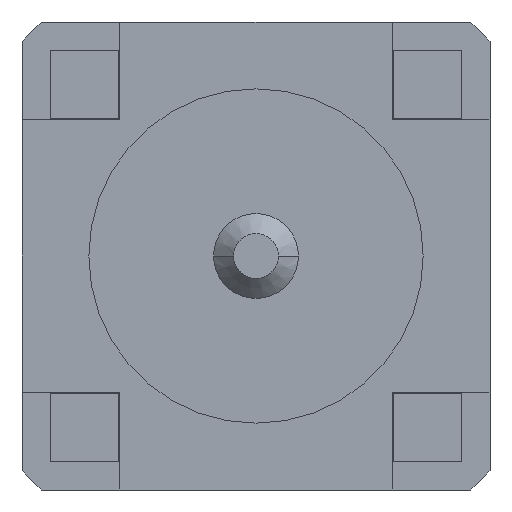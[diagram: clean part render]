
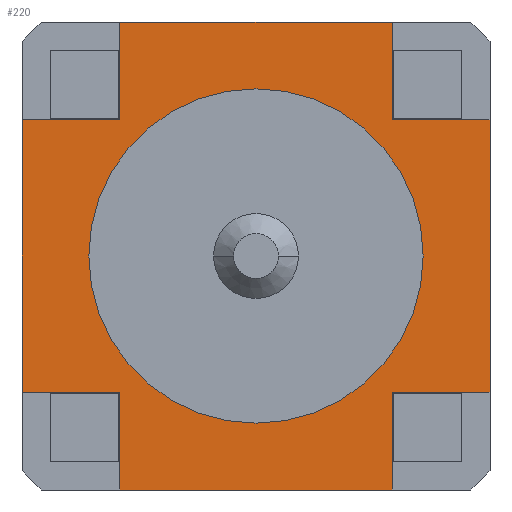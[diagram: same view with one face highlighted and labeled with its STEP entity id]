
A CAD part, front view. The second image highlights one B-rep face of the part: STEP entity #220.
In plain terms, the highlighted planar face has unit normal (0, -1, 0).
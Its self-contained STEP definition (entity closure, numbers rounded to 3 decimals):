
#220=ADVANCED_FACE('',(#463,#464),#465,.T.);
#463=FACE_BOUND('',#730,.T.);
#464=FACE_OUTER_BOUND('',#731,.T.);
#465=PLANE('',#732);
#730=EDGE_LOOP('',(#1281,#1282));
#731=EDGE_LOOP('',(#1283,#1284,#1285,#1286,#1287,#1288,#1289,#1290,#1291,#1292,#1293,#1294));
#732=AXIS2_PLACEMENT_3D('',#1295,#1296,#1297);
#1281=ORIENTED_EDGE('',*,*,#1561,.T.);
#1282=ORIENTED_EDGE('',*,*,#1676,.T.);
#1283=ORIENTED_EDGE('',*,*,#1717,.F.);
#1284=ORIENTED_EDGE('',*,*,#1682,.F.);
#1285=ORIENTED_EDGE('',*,*,#1729,.F.);
#1286=ORIENTED_EDGE('',*,*,#1685,.T.);
#1287=ORIENTED_EDGE('',*,*,#1715,.F.);
#1288=ORIENTED_EDGE('',*,*,#1730,.F.);
#1289=ORIENTED_EDGE('',*,*,#1710,.T.);
#1290=ORIENTED_EDGE('',*,*,#1690,.T.);
#1291=ORIENTED_EDGE('',*,*,#1699,.F.);
#1292=ORIENTED_EDGE('',*,*,#1697,.F.);
#1293=ORIENTED_EDGE('',*,*,#1727,.T.);
#1294=ORIENTED_EDGE('',*,*,#1731,.F.);
#1295=CARTESIAN_POINT('',(0.0,-1.3,0.0));
#1296=DIRECTION('',(0.0,-1.0,0.0));
#1297=DIRECTION('',(0.0,0.0,-1.0));
#1561=EDGE_CURVE('',#1861,#1858,#1862,.T.);
#1676=EDGE_CURVE('',#1858,#1861,#2028,.T.);
#1682=EDGE_CURVE('',#2036,#2032,#2038,.T.);
#1685=EDGE_CURVE('',#2043,#2040,#2044,.T.);
#1690=EDGE_CURVE('',#2052,#2049,#2053,.T.);
#1697=EDGE_CURVE('',#2063,#2059,#2065,.T.);
#1699=EDGE_CURVE('',#2059,#2049,#2067,.T.);
#1710=EDGE_CURVE('',#2084,#2052,#2085,.T.);
#1715=EDGE_CURVE('',#2090,#2040,#2092,.T.);
#1717=EDGE_CURVE('',#2032,#2094,#2095,.T.);
#1727=EDGE_CURVE('',#2063,#2108,#2110,.T.);
#1729=EDGE_CURVE('',#2043,#2036,#2112,.T.);
#1730=EDGE_CURVE('',#2084,#2090,#2113,.T.);
#1731=EDGE_CURVE('',#2094,#2108,#2114,.T.);
#1858=VERTEX_POINT('',#2268);
#1861=VERTEX_POINT('',#2272);
#1862=CIRCLE('',#2273,2.5);
#2028=CIRCLE('',#2498,2.5);
#2032=VERTEX_POINT('',#2502);
#2036=VERTEX_POINT('',#2508);
#2038=LINE('',#2511,#2512);
#2040=VERTEX_POINT('',#2514);
#2043=VERTEX_POINT('',#2518);
#2044=LINE('',#2519,#2520);
#2049=VERTEX_POINT('',#2527);
#2052=VERTEX_POINT('',#2531);
#2053=LINE('',#2532,#2533);
#2059=VERTEX_POINT('',#2541);
#2063=VERTEX_POINT('',#2547);
#2065=LINE('',#2550,#2551);
#2067=LINE('',#2553,#2554);
#2084=VERTEX_POINT('',#2578);
#2085=LINE('',#2579,#2580);
#2090=VERTEX_POINT('',#2587);
#2092=LINE('',#2590,#2591);
#2094=VERTEX_POINT('',#2593);
#2095=LINE('',#2594,#2595);
#2108=VERTEX_POINT('',#2613);
#2110=LINE('',#2616,#2617);
#2112=LINE('',#2619,#2620);
#2113=LINE('',#2621,#2622);
#2114=LINE('',#2623,#2624);
#2268=CARTESIAN_POINT('',(2.5,-1.3,0.));
#2272=CARTESIAN_POINT('',(-2.5,-1.3,0.));
#2273=AXIS2_PLACEMENT_3D('',#2763,#2764,#2765);
#2498=AXIS2_PLACEMENT_3D('',#2885,#2886,#2887);
#2502=CARTESIAN_POINT('',(2.04,-1.3,-2.04));
#2508=CARTESIAN_POINT('',(3.5,-1.3,-2.04));
#2511=CARTESIAN_POINT('',(0.,-1.3,-2.04));
#2512=VECTOR('',#2891,1.0);
#2514=CARTESIAN_POINT('',(2.04,-1.3,2.04));
#2518=CARTESIAN_POINT('',(3.5,-1.3,2.04));
#2519=CARTESIAN_POINT('',(0.,-1.3,2.04));
#2520=VECTOR('',#2893,1.0);
#2527=CARTESIAN_POINT('',(-3.5,-1.3,2.04));
#2531=CARTESIAN_POINT('',(-2.04,-1.3,2.04));
#2532=CARTESIAN_POINT('',(0.,-1.3,2.04));
#2533=VECTOR('',#2897,1.0);
#2541=CARTESIAN_POINT('',(-3.5,-1.3,-2.04));
#2547=CARTESIAN_POINT('',(-2.04,-1.3,-2.04));
#2550=CARTESIAN_POINT('',(0.,-1.3,-2.04));
#2551=VECTOR('',#2903,1.0);
#2553=CARTESIAN_POINT('',(-3.5,-1.3,0.));
#2554=VECTOR('',#2904,1.0);
#2578=CARTESIAN_POINT('',(-2.04,-1.3,3.5));
#2579=CARTESIAN_POINT('',(-2.04,-1.3,0.0));
#2580=VECTOR('',#2915,1.0);
#2587=CARTESIAN_POINT('',(2.04,-1.3,3.5));
#2590=CARTESIAN_POINT('',(2.04,-1.3,0.0));
#2591=VECTOR('',#2919,1.0);
#2593=CARTESIAN_POINT('',(2.04,-1.3,-3.5));
#2594=CARTESIAN_POINT('',(2.04,-1.3,0.0));
#2595=VECTOR('',#2920,1.0);
#2613=CARTESIAN_POINT('',(-2.04,-1.3,-3.5));
#2616=CARTESIAN_POINT('',(-2.04,-1.3,0.0));
#2617=VECTOR('',#2930,1.0);
#2619=CARTESIAN_POINT('',(3.5,-1.3,0.));
#2620=VECTOR('',#2931,1.0);
#2621=CARTESIAN_POINT('',(0.,-1.3,3.5));
#2622=VECTOR('',#2932,1.0);
#2623=CARTESIAN_POINT('',(0.,-1.3,-3.5));
#2624=VECTOR('',#2933,1.0);
#2763=CARTESIAN_POINT('',(0.0,-1.3,0.0));
#2764=DIRECTION('',(-0.0,1.0,0.0));
#2765=DIRECTION('',(1.0,0.0,0.0));
#2885=CARTESIAN_POINT('',(0.0,-1.3,0.0));
#2886=DIRECTION('',(-0.0,1.0,0.0));
#2887=DIRECTION('',(1.0,0.0,0.0));
#2891=DIRECTION('',(-1.0,0.0,0.));
#2893=DIRECTION('',(-1.0,0.0,0.));
#2897=DIRECTION('',(-1.0,0.0,0.));
#2903=DIRECTION('',(-1.0,0.0,0.));
#2904=DIRECTION('',(0.,0.0,1.0));
#2915=DIRECTION('',(0.0,0.0,-1.0));
#2919=DIRECTION('',(0.0,0.0,-1.0));
#2920=DIRECTION('',(0.0,0.0,-1.0));
#2930=DIRECTION('',(0.0,0.0,-1.0));
#2931=DIRECTION('',(0.,-0.0,-1.0));
#2932=DIRECTION('',(1.0,0.0,0.));
#2933=DIRECTION('',(-1.0,-0.0,0.0));
